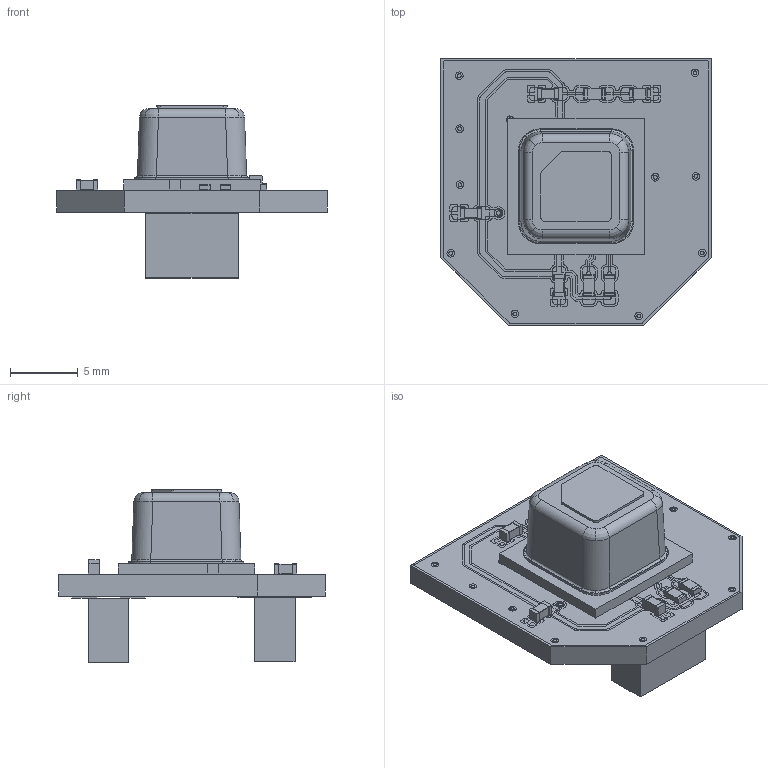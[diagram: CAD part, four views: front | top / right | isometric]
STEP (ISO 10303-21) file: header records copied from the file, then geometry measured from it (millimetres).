
FILE_DESCRIPTION(('FreeCAD Model'),'2;1');
FILE_NAME('Open CASCADE Shape Model','2021-11-11T20:00:51',('Author'),( ''),'Open CASCADE STEP processor 7.5','FreeCAD','Unknown');
FILE_SCHEMA(('AUTOMOTIVE_DESIGN { 1 0 10303 214 1 1 1 1 }'));
Length unit declared in the file: millimetre
Products named in the file (19): CO2_sensor; Board_Geoms_23ba; Pcb_23ba; topPads_23ba; topTracks_23ba; topZones_23ba; botPads_23ba; botTracks_23ba; botZones_23ba; Step_Models_23ba; Top_23ba; C3_C_0603_1608Metric_618E2DB6; D1_LED_0603_1608Metric_inf; R3_R_0603_1608Metric_618E111E; IC1_149693-00_SCD4x_Datasheet_618E10AD; Bot_23ba; J2_ASSEMBLY_inf; Body; Pins
Assembly tree (23 placements, depth 5):
  CO2_sensor
    Board_Geoms_23ba
      Pcb_23ba
      topPads_23ba
      topTracks_23ba
      topZones_23ba
      botPads_23ba
      botTracks_23ba
      botZones_23ba
    Step_Models_23ba
      Top_23ba
        C3_C_0603_1608Metric_618E2DB6  x3
        D1_LED_0603_1608Metric_inf
        R3_R_0603_1608Metric_618E111E  x3
        IC1_149693-00_SCD4x_Datasheet_618E10AD
      Bot_23ba
        J2_ASSEMBLY_inf  x2
          Body
          Pins
Bounding box: 20 x 19.75 x 12.78 mm (x, y, z)
Volume: 1201.2 mm3; surface area: 2273 mm2
Topology: 31 solids, 134 shells, 648 faces, 7036 edges, 8029 vertices
Faces by surface type: plane 536, cylinder 96, bspline 16
Entity records: 60169 total; most frequent: CARTESIAN_POINT 13983, DIRECTION 7710, ORIENTED_EDGE 7037, EDGE_CURVE 6144, LINE 5958, VECTOR 5958, VERTEX_POINT 5837, AXIS2_PLACEMENT_3D 876
